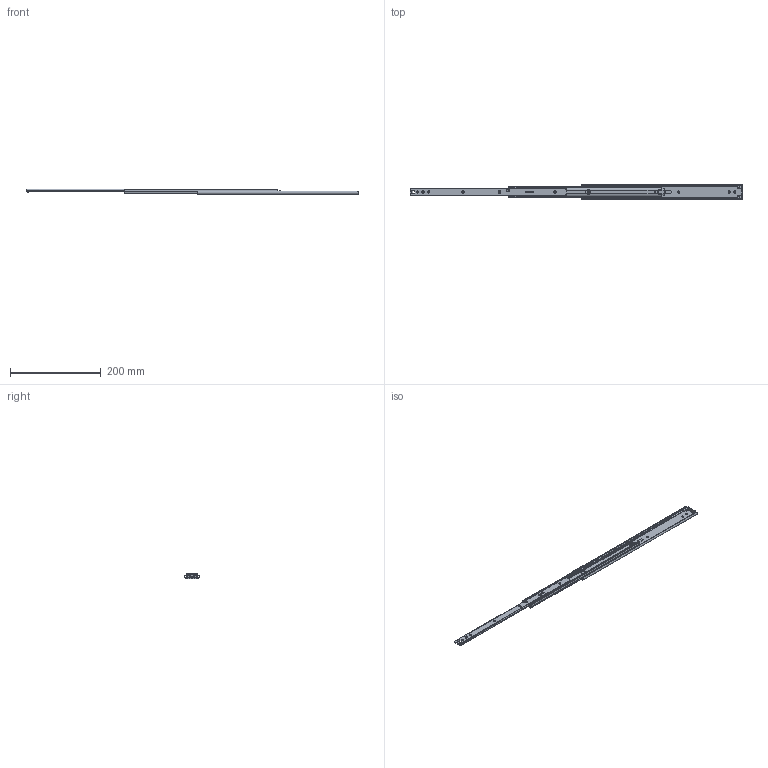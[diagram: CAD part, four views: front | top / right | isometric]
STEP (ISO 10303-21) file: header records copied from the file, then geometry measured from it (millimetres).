
FILE_DESCRIPTION (( 'STEP AP203' ), '1' );
FILE_NAME ('C357-14.STEP', '2021-03-23T01:41:19', ( '' ), ( '' ), 'SwSTEP 2.0', 'SolidWorks 2019', '' );
FILE_SCHEMA (( 'CONFIG_CONTROL_DESIGN' ));
Length unit declared in the file: millimetre
Products named in the file (9): PN282; C357-14 OM; PN101; C357-14 CM; C357-14; PN159; PN66; PN65A; C357-14 IM
Assembly tree (9 placements, depth 2):
  C357-14
    C357-14 OM
    C357-14 CM
    PN65A
    PN66
    PN159
    C357-14 IM
    PN282
    PN101  x2
Bounding box: 733.6 x 35.3 x 13 mm (x, y, z)
Volume: 61897.2 mm3; surface area: 82244.2 mm2
Topology: 9 solids, 9 shells, 483 faces, 1351 edges, 881 vertices
Faces by surface type: plane 262, cylinder 199, torus 18, bspline 4
Entity records: 16805 total; most frequent: CARTESIAN_POINT 3359, ORIENTED_EDGE 2662, DIRECTION 2598, EDGE_CURVE 1331, AXIS2_PLACEMENT_3D 889, VERTEX_POINT 870, VECTOR 820, LINE 820
